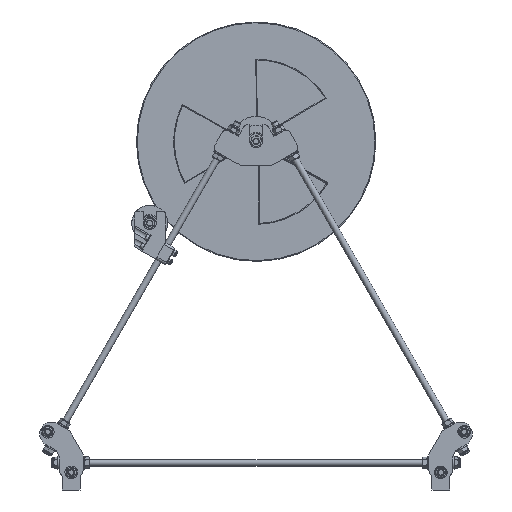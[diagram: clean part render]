
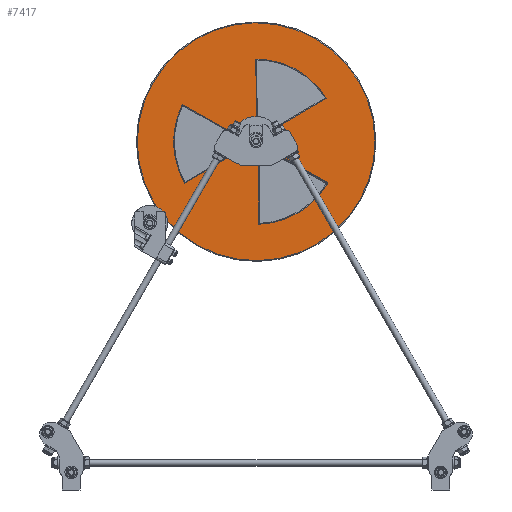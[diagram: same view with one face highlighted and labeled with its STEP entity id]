
A CAD part, front view. The second image highlights one B-rep face of the part: STEP entity #7417.
In plain terms, the highlighted face is planar.
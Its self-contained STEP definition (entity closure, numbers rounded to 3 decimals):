
#1513=PLANE('',#7977);
#1819=VECTOR('',#9372,1.);
#1821=VECTOR('',#9381,1.);
#1826=VECTOR('',#9397,1.);
#1827=VECTOR('',#9400,1.);
#1828=VECTOR('',#9411,1.);
#1829=VECTOR('',#9416,1.);
#2283=LINE('',#11843,#1819);
#2285=LINE('',#11881,#1821);
#2290=LINE('',#11911,#1826);
#2291=LINE('',#11916,#1827);
#2292=LINE('',#11928,#1828);
#2293=LINE('',#11934,#1829);
#2829=VERTEX_POINT('',#11842);
#2830=VERTEX_POINT('',#11844);
#2831=VERTEX_POINT('',#11861);
#2834=VERTEX_POINT('',#11882);
#2838=VERTEX_POINT('',#11912);
#2839=VERTEX_POINT('',#11913);
#2840=VERTEX_POINT('',#11915);
#2841=VERTEX_POINT('',#11917);
#2842=VERTEX_POINT('',#11920);
#2843=VERTEX_POINT('',#11922);
#2844=VERTEX_POINT('',#11924);
#2845=VERTEX_POINT('',#11925);
#2846=VERTEX_POINT('',#11927);
#2847=VERTEX_POINT('',#11929);
#2848=VERTEX_POINT('',#11931);
#2849=VERTEX_POINT('',#11933);
#3314=CIRCLE('',#7968,10.351);
#3316=CIRCLE('',#7972,2.75);
#3319=CIRCLE('',#7978,2.75);
#3320=CIRCLE('',#7979,10.351);
#3321=CIRCLE('',#7980,14.9);
#3322=CIRCLE('',#7981,2.6);
#3323=CIRCLE('',#7982,0.2);
#3324=CIRCLE('',#7983,10.351);
#3325=CIRCLE('',#7984,2.75);
#3326=CIRCLE('',#7985,0.2);
#3909=EDGE_CURVE('',#2829,#2830,#2283,.T.);
#3911=EDGE_CURVE('',#2830,#2831,#3314,.T.);
#3915=EDGE_CURVE('',#2831,#2834,#2285,.T.);
#3917=EDGE_CURVE('',#2834,#2829,#3316,.T.);
#3924=EDGE_CURVE('',#2838,#2839,#2290,.T.);
#3925=EDGE_CURVE('',#2840,#2838,#3319,.T.);
#3926=EDGE_CURVE('',#2841,#2840,#2291,.T.);
#3927=EDGE_CURVE('',#2839,#2841,#3320,.T.);
#3928=EDGE_CURVE('',#2842,#2842,#3321,.T.);
#3929=EDGE_CURVE('',#2843,#2843,#3322,.T.);
#3930=EDGE_CURVE('',#2844,#2845,#3323,.T.);
#3931=EDGE_CURVE('',#2846,#2844,#3324,.T.);
#3932=EDGE_CURVE('',#2847,#2846,#2292,.T.);
#3933=EDGE_CURVE('',#2848,#2847,#3325,.T.);
#3934=EDGE_CURVE('',#2849,#2848,#3326,.T.);
#3935=EDGE_CURVE('',#2845,#2849,#2293,.T.);
#5229=ORIENTED_EDGE('',*,*,#3924,.F.);
#5230=ORIENTED_EDGE('',*,*,#3925,.F.);
#5231=ORIENTED_EDGE('',*,*,#3926,.F.);
#5232=ORIENTED_EDGE('',*,*,#3927,.F.);
#5233=ORIENTED_EDGE('',*,*,#3928,.F.);
#5234=ORIENTED_EDGE('',*,*,#3929,.F.);
#5235=ORIENTED_EDGE('',*,*,#3930,.F.);
#5236=ORIENTED_EDGE('',*,*,#3931,.F.);
#5237=ORIENTED_EDGE('',*,*,#3932,.F.);
#5238=ORIENTED_EDGE('',*,*,#3933,.F.);
#5239=ORIENTED_EDGE('',*,*,#3934,.F.);
#5240=ORIENTED_EDGE('',*,*,#3935,.F.);
#5241=ORIENTED_EDGE('',*,*,#3909,.F.);
#5242=ORIENTED_EDGE('',*,*,#3917,.F.);
#5243=ORIENTED_EDGE('',*,*,#3915,.F.);
#5244=ORIENTED_EDGE('',*,*,#3911,.F.);
#6443=EDGE_LOOP('',(#5229,#5230,#5231,#5232));
#6444=EDGE_LOOP('',(#5233));
#6445=EDGE_LOOP('',(#5234));
#6446=EDGE_LOOP('',(#5235,#5236,#5237,#5238,#5239,#5240));
#6447=EDGE_LOOP('',(#5241,#5242,#5243,#5244));
#6955=FACE_BOUND('',#6443,.T.);
#6956=FACE_BOUND('',#6444,.T.);
#6957=FACE_BOUND('',#6445,.T.);
#6958=FACE_BOUND('',#6446,.T.);
#6959=FACE_BOUND('',#6447,.T.);
#7417=ADVANCED_FACE('',(#6955,#6956,#6957,#6958,#6959),#1513,.T.);
#7968=AXIS2_PLACEMENT_3D('',#11860,#9374,#9375);
#7972=AXIS2_PLACEMENT_3D('',#11898,#9383,#9384);
#7977=AXIS2_PLACEMENT_3D('',#11910,#9396,$);
#7978=AXIS2_PLACEMENT_3D('',#11914,#9398,#9399);
#7979=AXIS2_PLACEMENT_3D('',#11918,#9401,#9402);
#7980=AXIS2_PLACEMENT_3D('',#11919,#9403,#9404);
#7981=AXIS2_PLACEMENT_3D('',#11921,#9405,#9406);
#7982=AXIS2_PLACEMENT_3D('',#11923,#9407,#9408);
#7983=AXIS2_PLACEMENT_3D('',#11926,#9409,#9410);
#7984=AXIS2_PLACEMENT_3D('',#11930,#9412,#9413);
#7985=AXIS2_PLACEMENT_3D('',#11932,#9414,#9415);
#9372=DIRECTION('',(-0.866,0.5,0.));
#9374=DIRECTION('',(0.,0.,1.));
#9375=DIRECTION('',(-10.348,-0.223,0.));
#9381=DIRECTION('',(0.866,0.5,0.));
#9383=DIRECTION('',(0.,0.,-1.));
#9384=DIRECTION('',(-2.742,-0.215,0.));
#9396=DIRECTION('',(0.,0.,1.));
#9397=DIRECTION('',(0.866,0.5,0.));
#9398=DIRECTION('',(0.,0.,-1.));
#9399=DIRECTION('',(1.294,2.426,0.));
#9400=DIRECTION('',(0.,-1.,0.));
#9401=DIRECTION('',(0.,0.,1.));
#9402=DIRECTION('',(5.092,9.012,0.));
#9403=DIRECTION('',(0.,0.,-1.));
#9404=DIRECTION('',(-14.9,0.,0.));
#9405=DIRECTION('',(0.,0.,1.));
#9406=DIRECTION('',(2.6,0.,0.));
#9407=DIRECTION('',(0.,0.,1.));
#9408=DIRECTION('',(0.194,0.049,0.));
#9409=DIRECTION('',(0.,0.,1.));
#9410=DIRECTION('',(5.259,-8.915,0.));
#9411=DIRECTION('',(0.,-1.,0.));
#9412=DIRECTION('',(0.,0.,-1.));
#9413=DIRECTION('',(1.454,-2.334,0.));
#9414=DIRECTION('',(0.,0.,1.));
#9415=DIRECTION('',(-0.043,0.195,0.));
#9416=DIRECTION('',(-0.866,0.5,0.));
#11842=CARTESIAN_POINT('',(-2.59,0.923,9.9));
#11843=CARTESIAN_POINT('',(-3.067,1.198,9.9));
#11844=CARTESIAN_POINT('',(-9.201,4.74,9.9));
#11860=CARTESIAN_POINT('',(0.001,0.,9.9));
#11861=CARTESIAN_POINT('',(-8.991,-5.128,9.9));
#11881=CARTESIAN_POINT('',(-2.862,-1.59,9.9));
#11882=CARTESIAN_POINT('',(-2.408,-1.327,9.9));
#11898=CARTESIAN_POINT('',(0.,0.,9.9));
#11910=CARTESIAN_POINT('',(0.,0.,9.9));
#11911=CARTESIAN_POINT('',(2.708,1.847,9.9));
#11912=CARTESIAN_POINT('',(2.249,1.582,9.9));
#11913=CARTESIAN_POINT('',(8.838,5.386,9.9));
#11914=CARTESIAN_POINT('',(0.,0.,9.9));
#11915=CARTESIAN_POINT('',(0.055,2.749,9.9));
#11916=CARTESIAN_POINT('',(0.055,3.274,9.9));
#11917=CARTESIAN_POINT('',(0.054,10.35,9.9));
#11918=CARTESIAN_POINT('',(-0.001,0.,9.9));
#11919=CARTESIAN_POINT('',(0.,0.,9.9));
#11920=CARTESIAN_POINT('',(14.9,0.,9.9));
#11921=CARTESIAN_POINT('',(0.,0.,9.9));
#11922=CARTESIAN_POINT('',(2.6,0.,9.9));
#11923=CARTESIAN_POINT('',(8.661,-5.294,9.9));
#11924=CARTESIAN_POINT('',(8.831,-5.399,9.9));
#11925=CARTESIAN_POINT('',(8.761,-5.121,9.9));
#11926=CARTESIAN_POINT('',(0.,0.,9.9));
#11927=CARTESIAN_POINT('',(0.245,-10.348,9.9));
#11928=CARTESIAN_POINT('',(0.245,-3.268,9.9));
#11929=CARTESIAN_POINT('',(0.245,-2.739,9.9));
#11930=CARTESIAN_POINT('',(0.,0.,9.9));
#11931=CARTESIAN_POINT('',(2.254,-1.575,9.9));
#11932=CARTESIAN_POINT('',(2.418,-1.69,9.9));
#11933=CARTESIAN_POINT('',(2.518,-1.517,9.9));
#11934=CARTESIAN_POINT('',(2.808,-1.684,9.9));
